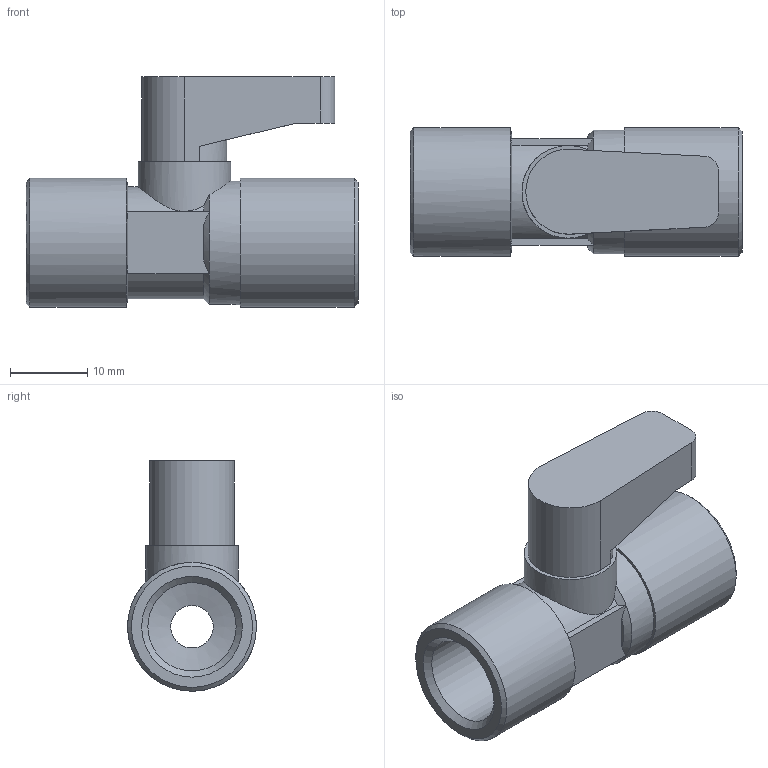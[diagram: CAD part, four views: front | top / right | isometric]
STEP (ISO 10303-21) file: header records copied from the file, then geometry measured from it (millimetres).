
FILE_DESCRIPTION(( 'MV.35V.14.14.STP' ), '1');
FILE_NAME( 'MV.35V.14.14.STP', '2018-10-05T10:48:31',( 'Sopra'),('sopra-pneumatic.com'), 'SwSTEP 2.0','SolidWorks 2009','' );
FILE_SCHEMA (('AUTOMOTIVE_DESIGN { 1 0 10303 214 1 1 1 1 }'));
Length unit declared in the file: millimetre
Products named in the file (9): Root; Kugel; Hebelgriff; Griff; Verschraubung; O-RING; Dichtung PTFE; Körper_a
Assembly tree (8 placements, depth 3):
  Root
    Kugel
    Hebelgriff
      Griff
    Verschraubung
      O-RING
    Dichtung PTFE
    Dichtung PTFE
    Körper_a
Bounding box: 43 x 16.7 x 29.85 mm (x, y, z)
Volume: 8845.9 mm3; surface area: 6975.6 mm2
Topology: 8 solids, 8 shells, 114 faces, 247 edges, 168 vertices
Faces by surface type: plane 60, cylinder 38, cone 12, sphere 3, torus 1
Full cylindrical faces by diameter (mm): 5.5 x5, 6 x1, 6.5 x4, 9 x3, 9.9 x4, 10.9 x2, 11 x2, 11.445 x2, 11.5 x1, 12 x1, 13.157 x1, 16 x1, 16.7 x2
Entity records: 6290 total; most frequent: CARTESIAN_POINT 1881, DIRECTION 559, PRESENTATION_STYLE_ASSIGNMENT 384, COLOUR_RGB 381, DRAUGHTING_PRE_DEFINED_CURVE_FONT 376, CURVE_STYLE 376, OVER_RIDING_STYLED_ITEM 376, ORIENTED_EDGE 376
